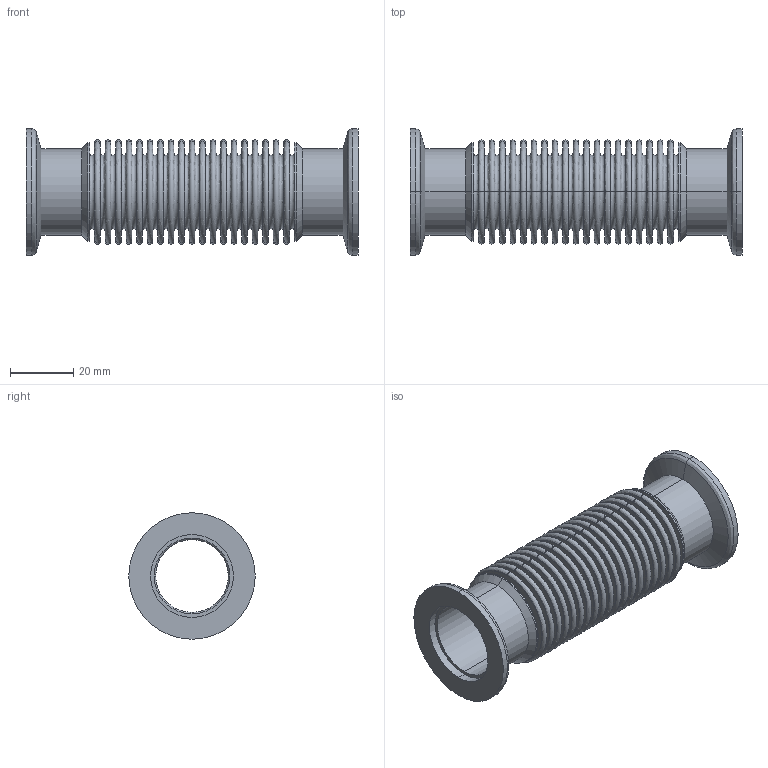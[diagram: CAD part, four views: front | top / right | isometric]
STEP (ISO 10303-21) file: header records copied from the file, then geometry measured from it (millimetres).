
FILE_DESCRIPTION( (''), '2;1');
FILE_NAME ('CAD716.5796.KF25_26829.stp','2017-01-24T16:48:43',(''),(''),'spGate 12.6.6','','');
FILE_SCHEMA (('AUTOMOTIVE_DESIGN'));
Length unit declared in the file: millimetre
Products named in the file (4): Assembly; KF25-1; KF25-2L; KF25-2R
Assembly tree (3 placements, depth 2):
  Assembly
    KF25-1
    KF25-2L
    KF25-2R
Bounding box: 105 x 40 x 40 mm (x, y, z)
Volume: 13327.6 mm3; surface area: 50698.8 mm2
Topology: 3 solids, 3 shells, 278 faces, 556 edges, 364 vertices
Faces by surface type: bspline 168, plane 86, cylinder 24
Entity records: 15836 total; most frequent: CARTESIAN_POINT 5782, ORIENTED_EDGE 1112, DIRECTION 964, COLOUR_RGB 837, PRESENTATION_STYLE_ASSIGNMENT 837, STYLED_ITEM 837, EDGE_CURVE 556, DRAUGHTING_PRE_DEFINED_CURVE_FONT 556
